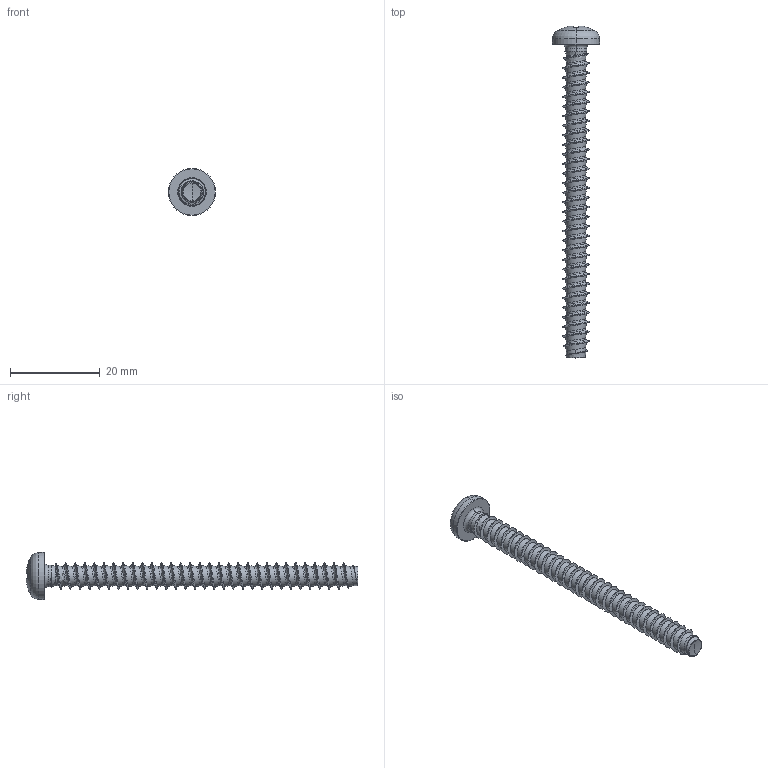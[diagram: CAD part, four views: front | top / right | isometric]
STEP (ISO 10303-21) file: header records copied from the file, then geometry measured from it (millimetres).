
FILE_DESCRIPTION (( 'STEP AP203' ), '1' );
FILE_NAME ('STP320600700.STEP', '2017-08-15T14:59:36', ( '' ), ( '' ), 'SwSTEP 2.0', 'SolidWorks 2015', '' );
FILE_SCHEMA (( 'CONFIG_CONTROL_DESIGN' ));
Products named in the file (1): STP320600700
Bounding box: 10.5 x 74.12 x 10.5 mm (x, y, z)
Volume: 1435.6 mm3; surface area: 1849.1 mm2
Topology: 1 solids, 1 shells, 225 faces, 546 edges, 323 vertices
Faces by surface type: cylinder 89, bspline 51, torus 28, sphere 28, plane 22, cone 7
Entity records: 62870 total; most frequent: CARTESIAN_POINT 58165, ORIENTED_EDGE 1088, DIRECTION 844, EDGE_CURVE 544, AXIS2_PLACEMENT_3D 362, VERTEX_POINT 323, EDGE_LOOP 227, ADVANCED_FACE 225
